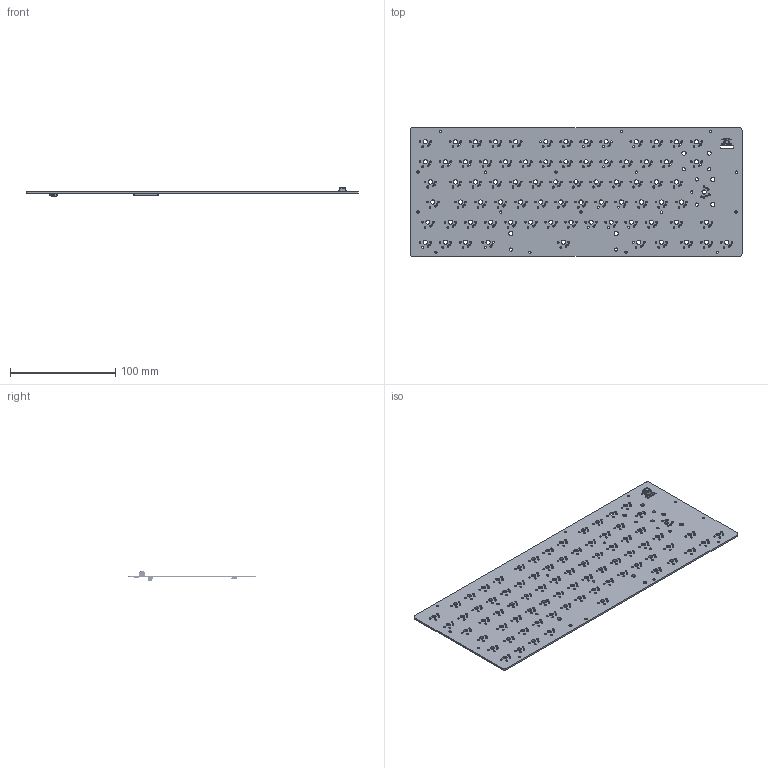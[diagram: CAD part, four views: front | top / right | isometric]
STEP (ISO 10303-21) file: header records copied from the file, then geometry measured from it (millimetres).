
FILE_DESCRIPTION(/* description */ ('KiCad electronic assembly'),/* implementation_level */ '2;1');
FILE_NAME(/* name */ 'hephaestus-main-board.step',/* time_stamp */ '2024-08-01T22:41:08+02:00',/* author */ (''),/* organization */ (''),/* preprocessor_version */ 'ST-DEVELOPER v20',/* originating_system */ 'Autodesk Translation Framework v13.14.0.145',/* authorisation */ '');
FILE_SCHEMA (('AUTOMOTIVE_DESIGN { 1 0 10303 214 3 1 1 }'));
Length unit declared in the file: millimetre
Products named in the file (10): keyboard 1; SW_SPST_PTS645; SW_SPST_PTS645_1; Hirose_FH12-40S-0.5SH_1x40-1MP_P0.50mm_Horizontal; Hirose_FH12_xxS_0_5SH_Parametric_v0_1; Molex_PicoBlade_53261-0271_1x02-1MP_P1.25mm_Horizontal; Molex_53261_0271; 505066-1222; 5050661222; _autosave-keyboard_PCB
Assembly tree (9 placements, depth 3):
  keyboard 1
    SW_SPST_PTS645
      SW_SPST_PTS645_1
    Hirose_FH12-40S-0.5SH_1x40-1MP_P0.50mm_Horizontal
      Hirose_FH12_xxS_0_5SH_Parametric_v0_1
    Molex_PicoBlade_53261-0271_1x02-1MP_P1.25mm_Horizontal
      Molex_53261_0271
    505066-1222
      5050661222
    _autosave-keyboard_PCB
Bounding box: 314.8 x 122.3 x 9.4 mm (x, y, z)
Volume: 58776.4 mm3; surface area: 80824.1 mm2
Topology: 7 solids, 7 shells, 1841 faces, 5282 edges, 3503 vertices
Faces by surface type: plane 1080, cylinder 756, bspline 4, cone 1
Full cylindrical faces by diameter (mm): 0.6 x4, 1.47 x158, 1.702 x2, 1.75 x154, 2.2 x18, 3.048 x6, 3.5 x1, 3.988 x84
Entity records: 63161 total; most frequent: CARTESIAN_POINT 10893, ORIENTED_EDGE 10564, DIRECTION 10527, EDGE_CURVE 5282, LINE 3749, VECTOR 3749, VERTEX_POINT 3503, AXIS2_PLACEMENT_3D 3389
